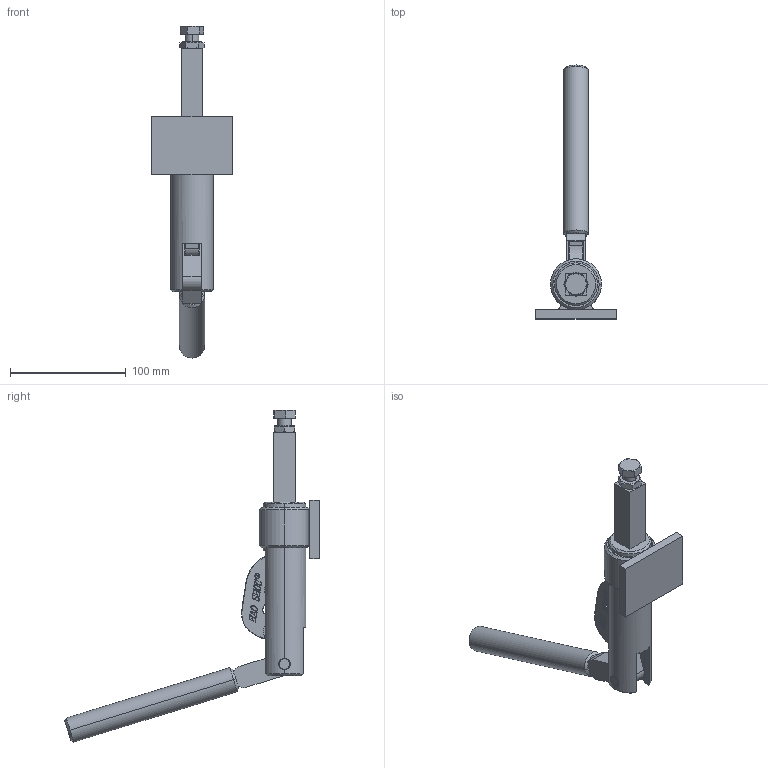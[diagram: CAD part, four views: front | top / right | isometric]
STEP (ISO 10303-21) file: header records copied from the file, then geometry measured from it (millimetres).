
FILE_DESCRIPTION (( 'STEP AP203' ), '1' );
FILE_NAME ('HS-30519M .STEP', '2019-08-08T09:23:02', ( '微软用户' ), ( '微软中国' ), 'SwSTEP 2.0', 'SolidWorks 2012', '' );
FILE_SCHEMA (( 'CONFIG_CONTROL_DESIGN' ));
Length unit declared in the file: millimetre
Products named in the file (9): 种1; 菁釱; 蟀裝; HS-30519M ; 忒參; 挴裝; 盓殤; hexagon head bolts-full thread gb_GB_FASTENER_BOLT_STBAB A M12X50-N; hex thin nuts-grades ab-chamfered gb_GB_FASTENER_NUT_STNAB M12-N
Assembly tree (8 placements, depth 2):
  HS-30519M 
    菁釱
    蟀裝
    忒參
    挴裝
    盓殤
    hex thin nuts-grades ab-chamfered gb_GB_FASTENER_NUT_STNAB M12-N
    hexagon head bolts-full thread gb_GB_FASTENER_BOLT_STBAB A M12X50-N
    种1
Bounding box: 70 x 219.93 x 287.13 mm (x, y, z)
Volume: 274423.5 mm3; surface area: 85655.1 mm2
Topology: 8 solids, 8 shells, 589 faces, 1584 edges, 1034 vertices
Faces by surface type: plane 306, bspline 151, cylinder 75, cone 33, torus 24
Entity records: 27044 total; most frequent: CARTESIAN_POINT 12249, ORIENTED_EDGE 3164, DIRECTION 2357, EDGE_CURVE 1582, VERTEX_POINT 1034, LINE 985, VECTOR 985, AXIS2_PLACEMENT_3D 686
